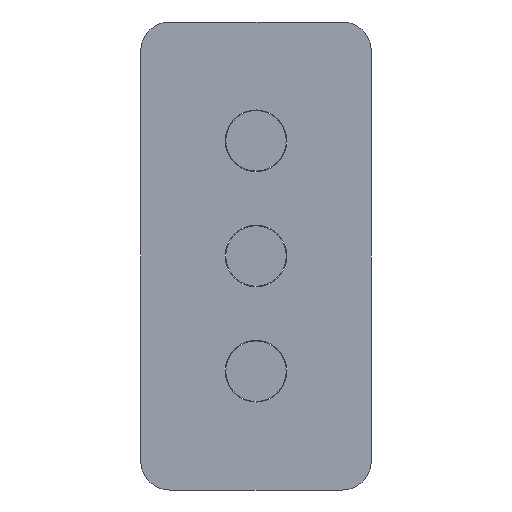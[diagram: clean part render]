
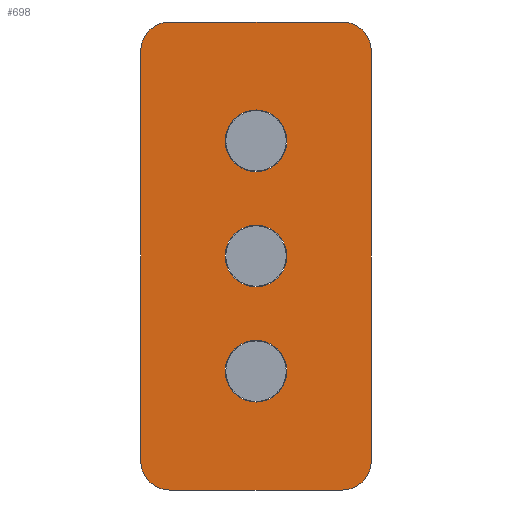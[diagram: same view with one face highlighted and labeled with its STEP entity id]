
A CAD part, left-side view. The second image highlights one B-rep face of the part: STEP entity #698.
In plain terms, the highlighted planar face has unit normal (-1, 0, 0).
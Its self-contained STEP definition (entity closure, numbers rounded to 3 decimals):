
#1=CARTESIAN_POINT('',(0.,60.,142.5));
#2=DIRECTION('',(1.,0.,0.));
#3=DIRECTION('',(0.,1.,0.));
#4=AXIS2_PLACEMENT_3D('',#1,#2,#3);
#6=CARTESIAN_POINT('',(0.,-60.,142.5));
#7=DIRECTION('',(1.,0.,0.));
#8=DIRECTION('',(0.,0.,1.));
#9=AXIS2_PLACEMENT_3D('',#6,#7,#8);
#11=CARTESIAN_POINT('',(0.,-60.,-142.5));
#12=DIRECTION('',(1.,0.,0.));
#13=DIRECTION('',(0.,-1.,0.));
#14=AXIS2_PLACEMENT_3D('',#11,#12,#13);
#16=CARTESIAN_POINT('',(0.,60.,-142.5));
#17=DIRECTION('',(1.,0.,0.));
#18=DIRECTION('',(0.,0.,-1.));
#19=AXIS2_PLACEMENT_3D('',#16,#17,#18);
#21=CARTESIAN_POINT('',(0.,0.,80.));
#22=DIRECTION('',(-1.,0.,0.));
#23=DIRECTION('',(0.,0.,1.));
#24=AXIS2_PLACEMENT_3D('',#21,#22,#23);
#26=CARTESIAN_POINT('',(0.,0.,80.));
#27=DIRECTION('',(-1.,0.,0.));
#28=DIRECTION('',(0.,0.,-1.));
#29=AXIS2_PLACEMENT_3D('',#26,#27,#28);
#31=CARTESIAN_POINT('',(0.,0.,0.));
#32=DIRECTION('',(-1.,0.,0.));
#33=DIRECTION('',(0.,0.,1.));
#34=AXIS2_PLACEMENT_3D('',#31,#32,#33);
#36=CARTESIAN_POINT('',(0.,0.,0.));
#37=DIRECTION('',(-1.,0.,0.));
#38=DIRECTION('',(0.,0.,-1.));
#39=AXIS2_PLACEMENT_3D('',#36,#37,#38);
#41=CARTESIAN_POINT('',(0.,0.,-80.));
#42=DIRECTION('',(-1.,0.,0.));
#43=DIRECTION('',(0.,0.,1.));
#44=AXIS2_PLACEMENT_3D('',#41,#42,#43);
#46=CARTESIAN_POINT('',(0.,0.,-80.));
#47=DIRECTION('',(-1.,0.,0.));
#48=DIRECTION('',(0.,0.,-1.));
#49=AXIS2_PLACEMENT_3D('',#46,#47,#48);
#122=DIRECTION('',(0.,0.,-1.));
#123=VECTOR('',#122,285.);
#124=CARTESIAN_POINT('',(0.,80.,142.5));
#125=LINE('',#124,#123);
#157=DIRECTION('',(0.,-1.,0.));
#158=VECTOR('',#157,120.);
#159=CARTESIAN_POINT('',(0.,60.,-162.5));
#160=LINE('',#159,#158);
#192=DIRECTION('',(0.,0.,1.));
#193=VECTOR('',#192,285.);
#194=CARTESIAN_POINT('',(0.,-80.,-142.5));
#195=LINE('',#194,#193);
#227=DIRECTION('',(0.,1.,0.));
#228=VECTOR('',#227,120.);
#229=CARTESIAN_POINT('',(0.,-60.,162.5));
#230=LINE('',#229,#228);
#521=CARTESIAN_POINT('',(0.,80.,142.5));
#522=CARTESIAN_POINT('',(0.,60.,162.5));
#523=VERTEX_POINT('',#521);
#524=VERTEX_POINT('',#522);
#525=CARTESIAN_POINT('',(0.,-60.,162.5));
#526=VERTEX_POINT('',#525);
#527=CARTESIAN_POINT('',(0.,-80.,142.5));
#528=VERTEX_POINT('',#527);
#529=CARTESIAN_POINT('',(0.,-80.,-142.5));
#530=VERTEX_POINT('',#529);
#531=CARTESIAN_POINT('',(0.,-60.,-162.5));
#532=VERTEX_POINT('',#531);
#533=CARTESIAN_POINT('',(0.,60.,-162.5));
#534=VERTEX_POINT('',#533);
#535=CARTESIAN_POINT('',(0.,80.,-142.5));
#536=VERTEX_POINT('',#535);
#537=CARTESIAN_POINT('',(0.,0.,101.4));
#538=CARTESIAN_POINT('',(0.,0.,58.6));
#539=VERTEX_POINT('',#537);
#540=VERTEX_POINT('',#538);
#541=CARTESIAN_POINT('',(0.,0.,21.4));
#542=CARTESIAN_POINT('',(0.,0.,-21.4));
#543=VERTEX_POINT('',#541);
#544=VERTEX_POINT('',#542);
#545=CARTESIAN_POINT('',(0.,0.,-58.6));
#546=CARTESIAN_POINT('',(0.,0.,-101.4));
#547=VERTEX_POINT('',#545);
#548=VERTEX_POINT('',#546);
#657=CARTESIAN_POINT('',(0.,0.,0.));
#658=DIRECTION('',(1.,0.,0.));
#659=DIRECTION('',(0.,0.,-1.));
#660=AXIS2_PLACEMENT_3D('',#657,#658,#659);
#661=PLANE('',#660);
#663=ORIENTED_EDGE('',*,*,#662,.T.);
#665=ORIENTED_EDGE('',*,*,#664,.F.);
#667=ORIENTED_EDGE('',*,*,#666,.T.);
#669=ORIENTED_EDGE('',*,*,#668,.F.);
#671=ORIENTED_EDGE('',*,*,#670,.T.);
#673=ORIENTED_EDGE('',*,*,#672,.F.);
#675=ORIENTED_EDGE('',*,*,#674,.T.);
#677=ORIENTED_EDGE('',*,*,#676,.F.);
#678=EDGE_LOOP('',(#663,#665,#667,#669,#671,#673,#675,#677));
#679=FACE_OUTER_BOUND('',#678,.F.);
#681=ORIENTED_EDGE('',*,*,#680,.T.);
#683=ORIENTED_EDGE('',*,*,#682,.T.);
#684=EDGE_LOOP('',(#681,#683));
#685=FACE_BOUND('',#684,.F.);
#687=ORIENTED_EDGE('',*,*,#686,.T.);
#689=ORIENTED_EDGE('',*,*,#688,.T.);
#690=EDGE_LOOP('',(#687,#689));
#691=FACE_BOUND('',#690,.F.);
#693=ORIENTED_EDGE('',*,*,#692,.T.);
#695=ORIENTED_EDGE('',*,*,#694,.T.);
#696=EDGE_LOOP('',(#693,#695));
#697=FACE_BOUND('',#696,.F.);
#698=ADVANCED_FACE('',(#679,#685,#691,#697),#661,.F.);
#5=CIRCLE('',#4,20.);
#10=CIRCLE('',#9,20.);
#15=CIRCLE('',#14,20.);
#20=CIRCLE('',#19,20.);
#25=CIRCLE('',#24,21.4);
#30=CIRCLE('',#29,21.4);
#35=CIRCLE('',#34,21.4);
#40=CIRCLE('',#39,21.4);
#45=CIRCLE('',#44,21.4);
#50=CIRCLE('',#49,21.4);
#662=EDGE_CURVE('',#523,#524,#5,.T.);
#664=EDGE_CURVE('',#526,#524,#230,.T.);
#666=EDGE_CURVE('',#526,#528,#10,.T.);
#668=EDGE_CURVE('',#530,#528,#195,.T.);
#670=EDGE_CURVE('',#530,#532,#15,.T.);
#672=EDGE_CURVE('',#534,#532,#160,.T.);
#674=EDGE_CURVE('',#534,#536,#20,.T.);
#676=EDGE_CURVE('',#523,#536,#125,.T.);
#680=EDGE_CURVE('',#539,#540,#25,.T.);
#682=EDGE_CURVE('',#540,#539,#30,.T.);
#686=EDGE_CURVE('',#543,#544,#35,.T.);
#688=EDGE_CURVE('',#544,#543,#40,.T.);
#692=EDGE_CURVE('',#547,#548,#45,.T.);
#694=EDGE_CURVE('',#548,#547,#50,.T.);
